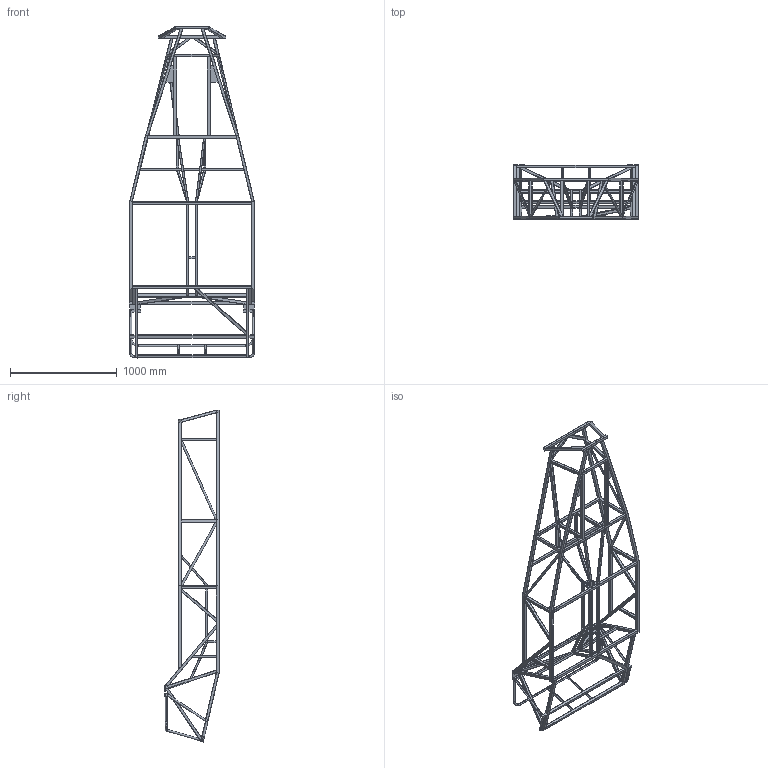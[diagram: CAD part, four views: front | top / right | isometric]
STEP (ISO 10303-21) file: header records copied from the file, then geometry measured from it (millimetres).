
FILE_DESCRIPTION(('FreeCAD Model'),'2;1');
FILE_NAME('Open CASCADE Shape Model','2026-02-20T00:30:08',('Author'),( ''),'Open CASCADE STEP processor 7.8','FreeCAD','Unknown');
FILE_SCHEMA(('AUTOMOTIVE_DESIGN { 1 0 10303 214 1 1 1 1 }'));
Length unit declared in the file: millimetre
Products named in the file (121): D825F84F-7464-4817-B7C4-9951B7732C209; D825F84F-7464-4817-B7C4-9951B7732C89; D825F84F-7464-4817-B7C4-9951B7732C090; D825F84F-7464-4817-B7C4-9951B7732C091; D825F84F-7464-4817-B7C4-9951B7732C092; D825F84F-7464-4817-B7C4-9951B7732C093; D825F84F-7464-4817-B7C4-9951B7732C094; D825F84F-7464-4817-B7C4-9951B7732C095; D825F84F-7464-4817-B7C4-9951B7732C096; D825F84F-7464-4817-B7C4-9951B7732C097; D825F84F-7464-4817-B7C4-9951B7732C098; D825F84F-7464-4817-B7C4-9951B7732C099; D825F84F-7464-4817-B7C4-9951B7732C100; D825F84F-7464-4817-B7C4-9951B7732C101; D825F84F-7464-4817-B7C4-9951B7732C102; D825F84F-7464-4817-B7C4-9951B7732C103; D825F84F-7464-4817-B7C4-9951B7732C104; D825F84F-7464-4817-B7C4-9951B7732C105; D825F84F-7464-4817-B7C4-9951B7732C106; D825F84F-7464-4817-B7C4-9951B7732C107; D825F84F-7464-4817-B7C4-9951B7732C108; D825F84F-7464-4817-B7C4-9951B7732C109; D825F84F-7464-4817-B7C4-9951B7732C110; D825F84F-7464-4817-B7C4-9951B7732C111; D825F84F-7464-4817-B7C4-9951B7732C112; D825F84F-7464-4817-B7C4-9951B7732C113; D825F84F-7464-4817-B7C4-9951B7732C114; D825F84F-7464-4817-B7C4-9951B7732C115; D825F84F-7464-4817-B7C4-9951B7732C116; D825F84F-7464-4817-B7C4-9951B7732C117; D825F84F-7464-4817-B7C4-9951B7732C118; D825F84F-7464-4817-B7C4-9951B7732C119; D825F84F-7464-4817-B7C4-9951B7732C120; D825F84F-7464-4817-B7C4-9951B7732C121; D825F84F-7464-4817-B7C4-9951B7732C122; D825F84F-7464-4817-B7C4-9951B7732C123; D825F84F-7464-4817-B7C4-9951B7732C124; D825F84F-7464-4817-B7C4-9951B7732C125; D825F84F-7464-4817-B7C4-9951B7732C126; D825F84F-7464-4817-B7C4-9951B7732C127 ...
Assembly tree (120 placements, depth 2):
  D825F84F-7464-4817-B7C4-9951B7732C209
    D825F84F-7464-4817-B7C4-9951B7732C89
    D825F84F-7464-4817-B7C4-9951B7732C090
    D825F84F-7464-4817-B7C4-9951B7732C091
    D825F84F-7464-4817-B7C4-9951B7732C092
    D825F84F-7464-4817-B7C4-9951B7732C093
    D825F84F-7464-4817-B7C4-9951B7732C094
    D825F84F-7464-4817-B7C4-9951B7732C095
    D825F84F-7464-4817-B7C4-9951B7732C096
    D825F84F-7464-4817-B7C4-9951B7732C097
    D825F84F-7464-4817-B7C4-9951B7732C098
    D825F84F-7464-4817-B7C4-9951B7732C099
    D825F84F-7464-4817-B7C4-9951B7732C100
    D825F84F-7464-4817-B7C4-9951B7732C101
    D825F84F-7464-4817-B7C4-9951B7732C102
    D825F84F-7464-4817-B7C4-9951B7732C103
    D825F84F-7464-4817-B7C4-9951B7732C104
    D825F84F-7464-4817-B7C4-9951B7732C105
    D825F84F-7464-4817-B7C4-9951B7732C106
    D825F84F-7464-4817-B7C4-9951B7732C107
    D825F84F-7464-4817-B7C4-9951B7732C108
    D825F84F-7464-4817-B7C4-9951B7732C109
    D825F84F-7464-4817-B7C4-9951B7732C110
    D825F84F-7464-4817-B7C4-9951B7732C111
    D825F84F-7464-4817-B7C4-9951B7732C112
    D825F84F-7464-4817-B7C4-9951B7732C113
    D825F84F-7464-4817-B7C4-9951B7732C114
    D825F84F-7464-4817-B7C4-9951B7732C115
    D825F84F-7464-4817-B7C4-9951B7732C116
    D825F84F-7464-4817-B7C4-9951B7732C117
    D825F84F-7464-4817-B7C4-9951B7732C118
    D825F84F-7464-4817-B7C4-9951B7732C119
    D825F84F-7464-4817-B7C4-9951B7732C120
    D825F84F-7464-4817-B7C4-9951B7732C121
    D825F84F-7464-4817-B7C4-9951B7732C122
    D825F84F-7464-4817-B7C4-9951B7732C123
    D825F84F-7464-4817-B7C4-9951B7732C124
    D825F84F-7464-4817-B7C4-9951B7732C125
    D825F84F-7464-4817-B7C4-9951B7732C126
    D825F84F-7464-4817-B7C4-9951B7732C127
    D825F84F-7464-4817-B7C4-9951B7732C128
    D825F84F-7464-4817-B7C4-9951B7732C129
    D825F84F-7464-4817-B7C4-9951B7732C130
    D825F84F-7464-4817-B7C4-9951B7732C131
    D825F84F-7464-4817-B7C4-9951B7732C132
    D825F84F-7464-4817-B7C4-9951B7732C133
    D825F84F-7464-4817-B7C4-9951B7732C134
    D825F84F-7464-4817-B7C4-9951B7732C135
    D825F84F-7464-4817-B7C4-9951B7732C136
    D825F84F-7464-4817-B7C4-9951B7732C137
    D825F84F-7464-4817-B7C4-9951B7732C138
    D825F84F-7464-4817-B7C4-9951B7732C139
    D825F84F-7464-4817-B7C4-9951B7732C140
    D825F84F-7464-4817-B7C4-9951B7732C141
    D825F84F-7464-4817-B7C4-9951B7732C142
    D825F84F-7464-4817-B7C4-9951B7732C143
    D825F84F-7464-4817-B7C4-9951B7732C144
    D825F84F-7464-4817-B7C4-9951B7732C145
    D825F84F-7464-4817-B7C4-9951B7732C146
    D825F84F-7464-4817-B7C4-9951B7732C147
Bounding box: 1171.45 x 510.98 x 3111 mm (x, y, z)
Volume: 6434190.9 mm3; surface area: 8408852.1 mm2
Topology: 120 solids, 120 shells, 1033 faces, 2402 edges, 1596 vertices
Faces by surface type: plane 955, cylinder 62, bspline 16
Entity records: 32928 total; most frequent: CARTESIAN_POINT 6162, ORIENTED_EDGE 4788, DIRECTION 4642, EDGE_CURVE 2394, LINE 2214, VECTOR 2214, VERTEX_POINT 1596, FACE_BOUND 1220
